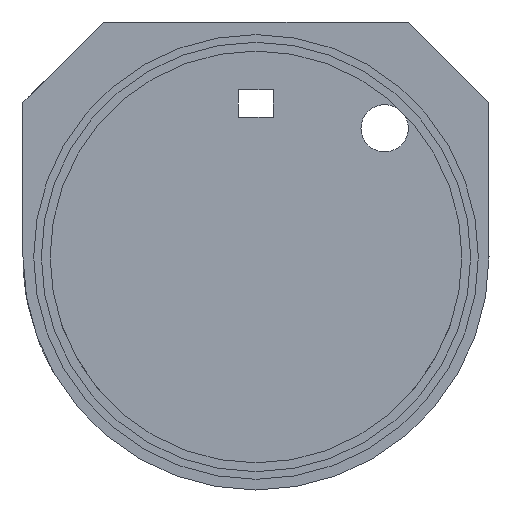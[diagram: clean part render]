
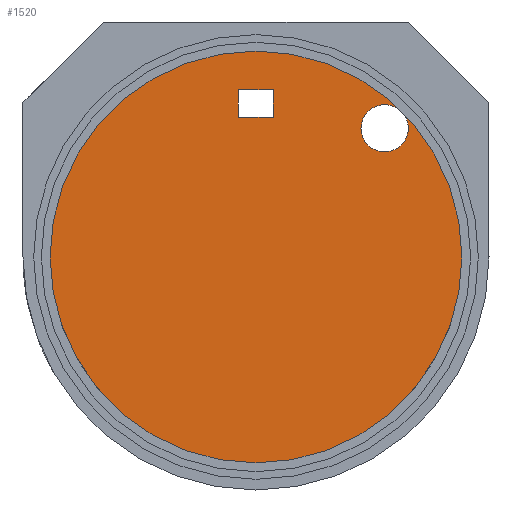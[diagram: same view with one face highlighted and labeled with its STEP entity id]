
A CAD part, front view. The second image highlights one B-rep face of the part: STEP entity #1520.
In plain terms, the highlighted planar face has unit normal (0, -1, 0).
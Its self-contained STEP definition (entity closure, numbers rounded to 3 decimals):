
#25=FACE_BOUND('',#296,.T.);
#26=FACE_BOUND('',#297,.T.);
#33=CIRCLE('',#1551,3.25);
#56=CIRCLE('',#1607,30.524);
#128=PLANE('',#1645);
#207=FACE_OUTER_BOUND('',#295,.T.);
#295=EDGE_LOOP('',(#1354,#1355,#1356,#1357,#1358,#1359));
#296=EDGE_LOOP('',(#1360,#1361,#1362,#1363));
#297=EDGE_LOOP('',(#1364));
#339=LINE('',#2214,#499);
#343=LINE('',#2222,#503);
#346=LINE('',#2228,#506);
#349=LINE('',#2233,#509);
#404=LINE('',#2377,#564);
#422=LINE('',#2421,#582);
#457=LINE('',#2671,#617);
#459=LINE('',#2675,#619);
#461=LINE('',#2678,#621);
#499=VECTOR('',#1711,10.);
#503=VECTOR('',#1717,10.);
#506=VECTOR('',#1722,10.);
#509=VECTOR('',#1727,10.);
#564=VECTOR('',#1860,10.);
#582=VECTOR('',#1902,10.);
#617=VECTOR('',#2025,10.);
#619=VECTOR('',#2029,10.);
#621=VECTOR('',#2033,10.);
#665=VERTEX_POINT('',#2212);
#666=VERTEX_POINT('',#2213);
#669=VERTEX_POINT('',#2221);
#671=VERTEX_POINT('',#2227);
#674=VERTEX_POINT('',#2238);
#721=VERTEX_POINT('',#2374);
#722=VERTEX_POINT('',#2376);
#735=VERTEX_POINT('',#2418);
#736=VERTEX_POINT('',#2420);
#776=VERTEX_POINT('',#2670);
#777=VERTEX_POINT('',#2674);
#815=EDGE_CURVE('',#665,#666,#339,.T.);
#819=EDGE_CURVE('',#666,#669,#343,.T.);
#822=EDGE_CURVE('',#669,#671,#346,.T.);
#825=EDGE_CURVE('',#671,#665,#349,.T.);
#829=EDGE_CURVE('',#674,#674,#33,.T.);
#896=EDGE_CURVE('',#721,#722,#404,.T.);
#918=EDGE_CURVE('',#735,#736,#422,.T.);
#925=EDGE_CURVE('',#736,#721,#56,.T.);
#981=EDGE_CURVE('',#776,#722,#457,.T.);
#983=EDGE_CURVE('',#777,#776,#459,.T.);
#985=EDGE_CURVE('',#735,#777,#461,.T.);
#1354=ORIENTED_EDGE('',*,*,#983,.T.);
#1355=ORIENTED_EDGE('',*,*,#981,.T.);
#1356=ORIENTED_EDGE('',*,*,#896,.F.);
#1357=ORIENTED_EDGE('',*,*,#925,.F.);
#1358=ORIENTED_EDGE('',*,*,#918,.F.);
#1359=ORIENTED_EDGE('',*,*,#985,.T.);
#1360=ORIENTED_EDGE('',*,*,#822,.T.);
#1361=ORIENTED_EDGE('',*,*,#825,.T.);
#1362=ORIENTED_EDGE('',*,*,#815,.T.);
#1363=ORIENTED_EDGE('',*,*,#819,.T.);
#1364=ORIENTED_EDGE('',*,*,#829,.T.);
#1520=ADVANCED_FACE('',(#207,#25,#26),#128,.F.);
#1551=AXIS2_PLACEMENT_3D('',#2240,#1734,#1735);
#1607=AXIS2_PLACEMENT_3D('',#2434,#1919,#1920);
#1645=AXIS2_PLACEMENT_3D('',#2677,#2031,#2032);
#1711=DIRECTION('',(0.,0.,-1.));
#1717=DIRECTION('',(-1.,0.,0.));
#1722=DIRECTION('',(0.,0.,1.));
#1727=DIRECTION('',(1.,0.,0.));
#1734=DIRECTION('center_axis',(0.,1.,0.));
#1735=DIRECTION('ref_axis',(-1.,0.,0.));
#1860=DIRECTION('',(0.,0.,1.));
#1902=DIRECTION('',(0.,0.,-1.));
#1919=DIRECTION('center_axis',(0.,1.,0.));
#1920=DIRECTION('ref_axis',(-1.,0.,0.));
#2025=DIRECTION('',(-0.712,0.,-0.703));
#2029=DIRECTION('',(-1.,0.,0.));
#2031=DIRECTION('center_axis',(0.,1.,0.));
#2032=DIRECTION('ref_axis',(-1.,0.,0.));
#2033=DIRECTION('',(-0.712,0.,0.703));
#2212=CARTESIAN_POINT('',(2.394,47.588,111.625));
#2213=CARTESIAN_POINT('',(2.394,47.588,107.825));
#2214=CARTESIAN_POINT('',(2.394,47.588,98.672));
#2221=CARTESIAN_POINT('',(-2.406,47.588,107.825));
#2222=CARTESIAN_POINT('',(-1.202,47.588,107.825));
#2227=CARTESIAN_POINT('',(-2.406,47.588,111.625));
#2228=CARTESIAN_POINT('',(-2.406,47.588,100.572));
#2233=CARTESIAN_POINT('',(1.198,47.588,111.625));
#2238=CARTESIAN_POINT('',(20.93,47.588,106.313));
#2240=CARTESIAN_POINT('Origin',(17.68,47.588,106.313));
#2374=CARTESIAN_POINT('',(-30.523,47.588,88.635));
#2376=CARTESIAN_POINT('',(-30.523,47.588,111.321));
#2377=CARTESIAN_POINT('',(-30.523,47.588,105.222));
#2418=CARTESIAN_POINT('',(30.526,47.588,111.305));
#2420=CARTESIAN_POINT('',(30.526,47.588,88.635));
#2421=CARTESIAN_POINT('',(30.526,47.588,89.077));
#2434=CARTESIAN_POINT('Origin',(0.002,47.588,88.635));
#2670=CARTESIAN_POINT('',(-20.797,47.588,120.925));
#2671=CARTESIAN_POINT('',(-30.523,47.588,111.321));
#2674=CARTESIAN_POINT('',(20.785,47.588,120.925));
#2675=CARTESIAN_POINT('',(-20.797,47.588,120.925));
#2677=CARTESIAN_POINT('Origin',(0.002,47.588,89.518));
#2678=CARTESIAN_POINT('',(20.785,47.588,120.925));
